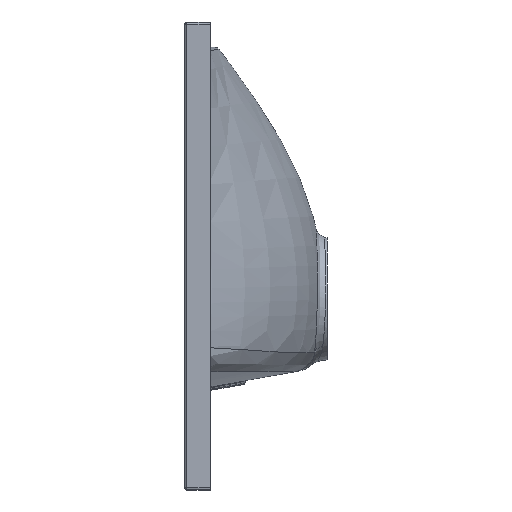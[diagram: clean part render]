
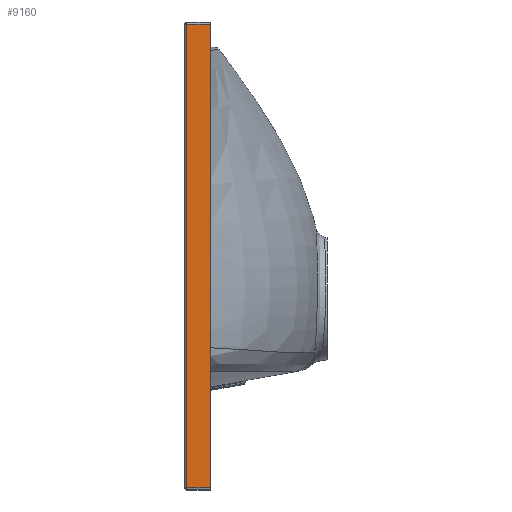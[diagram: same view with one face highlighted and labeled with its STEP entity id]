
A CAD part, left-side view. The second image highlights one B-rep face of the part: STEP entity #9160.
In plain terms, the highlighted planar face has unit normal (-1, 0.018, 0).
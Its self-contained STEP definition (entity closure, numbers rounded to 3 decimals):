
#289 = VECTOR ( 'NONE', #4429, 1000. ) ;
#1248 = LINE ( 'NONE', #10544, #5929 ) ;
#1390 = EDGE_CURVE ( 'NONE', #14532, #14403, #15054, .T. ) ;
#1440 = ORIENTED_EDGE ( 'NONE', *, *, #4937, .T. ) ;
#2257 = EDGE_CURVE ( 'NONE', #15914, #14532, #11037, .T. ) ;
#2928 = VERTEX_POINT ( 'NONE', #13722 ) ;
#3141 = CARTESIAN_POINT ( 'NONE',  ( -449.861, 102.99, 269.861 ) ) ;
#3488 = CARTESIAN_POINT ( 'NONE',  ( -449.598, 118.035, 269.598 ) ) ;
#4077 = LINE ( 'NONE', #9372, #9823 ) ;
#4429 = DIRECTION ( 'NONE',  ( 0., 0., 1. ) ) ;
#4445 = CARTESIAN_POINT ( 'NONE',  ( -450., 95., -188. ) ) ;
#4473 = VECTOR ( 'NONE', #8435, 1000. ) ;
#4635 = ORIENTED_EDGE ( 'NONE', *, *, #7214, .T. ) ;
#4937 = EDGE_CURVE ( 'NONE', #14403, #2928, #1248, .T. ) ;
#5929 = VECTOR ( 'NONE', #15848, 1000. ) ;
#6232 = ORIENTED_EDGE ( 'NONE', *, *, #1390, .T. ) ;
#6560 = DIRECTION ( 'NONE',  ( -0.017, -1., 0. ) ) ;
#7214 = EDGE_CURVE ( 'NONE', #2928, #15914, #4077, .T. ) ;
#8435 = DIRECTION ( 'NONE',  ( 0.017, 1., -0.017 ) ) ;
#8865 = CARTESIAN_POINT ( 'NONE',  ( -450., 95., 270. ) ) ;
#9160 = ADVANCED_FACE ( 'NONE', ( #11052 ), #16351, .T. ) ;
#9372 = CARTESIAN_POINT ( 'NONE',  ( -450., 95., -186. ) ) ;
#9734 = DIRECTION ( 'NONE',  ( -1., 0.017, 0. ) ) ;
#9823 = VECTOR ( 'NONE', #14691, 1000. ) ;
#10544 = CARTESIAN_POINT ( 'NONE',  ( -449.598, 118.035, -188. ) ) ;
#11037 = LINE ( 'NONE', #16335, #289 ) ;
#11052 = FACE_OUTER_BOUND ( 'NONE', #14756, .T. ) ;
#12159 = ORIENTED_EDGE ( 'NONE', *, *, #2257, .T. ) ;
#12342 = AXIS2_PLACEMENT_3D ( 'NONE', #4445, #9734, #6560 ) ;
#13722 = CARTESIAN_POINT ( 'NONE',  ( -449.598, 118.035, -186. ) ) ;
#14403 = VERTEX_POINT ( 'NONE', #3488 ) ;
#14532 = VERTEX_POINT ( 'NONE', #8865 ) ;
#14691 = DIRECTION ( 'NONE',  ( -0.017, -1., 0. ) ) ;
#14756 = EDGE_LOOP ( 'NONE', ( #1440, #4635, #12159, #6232 ) ) ;
#15054 = LINE ( 'NONE', #3141, #4473 ) ;
#15371 = CARTESIAN_POINT ( 'NONE',  ( -450., 95., -186. ) ) ;
#15848 = DIRECTION ( 'NONE',  ( 0., 0., -1. ) ) ;
#15914 = VERTEX_POINT ( 'NONE', #15371 ) ;
#16335 = CARTESIAN_POINT ( 'NONE',  ( -450., 95., -188. ) ) ;
#16351 = PLANE ( 'NONE',  #12342 ) ;
